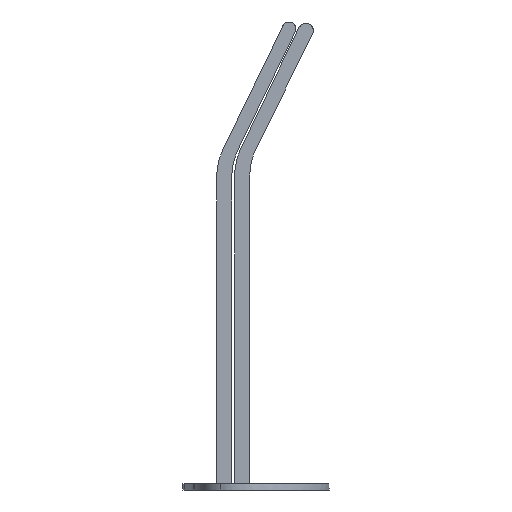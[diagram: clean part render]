
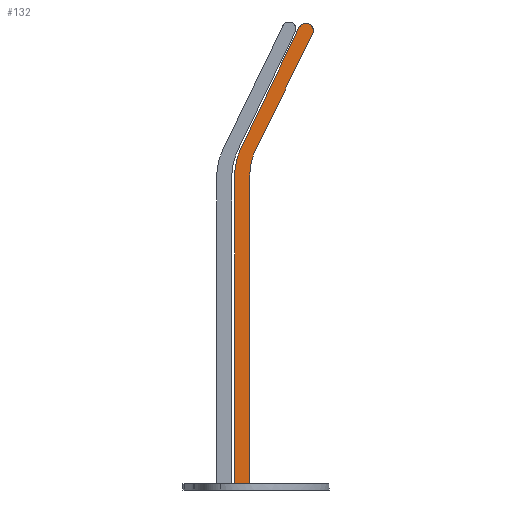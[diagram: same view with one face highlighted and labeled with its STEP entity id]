
A CAD part, left-side view. The second image highlights one B-rep face of the part: STEP entity #132.
In plain terms, the highlighted free-form (B-spline) face has degree [1, 1] with [2, 2] control points.
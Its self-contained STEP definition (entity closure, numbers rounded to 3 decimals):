
#24 = VERTEX_POINT('',#25);
#25 = CARTESIAN_POINT('',(-90.33,27.014,
    137.169));
#39 = VERTEX_POINT('',#40);
#40 = CARTESIAN_POINT('',(-90.33,29.631,
    125.972));
#45 = EDGE_CURVE('',#24,#39,#46,.T.);
#46 = ( BOUNDED_CURVE() B_SPLINE_CURVE(2,(#47,#48,#49),.UNSPECIFIED.,.F.
,.F.) B_SPLINE_CURVE_WITH_KNOTS((3,3),(6.054,6.513),
.PIECEWISE_BEZIER_KNOTS.) CURVE() GEOMETRIC_REPRESENTATION_ITEM() 
RATIONAL_B_SPLINE_CURVE((1.,0.974,1.)) REPRESENTATION_ITEM('') 
  );
#47 = CARTESIAN_POINT('',(-90.33,27.014,
    137.169));
#48 = CARTESIAN_POINT('',(-90.33,29.631,
    131.877));
#49 = CARTESIAN_POINT('',(-90.33,29.631,
    125.972));
#62 = EDGE_CURVE('',#63,#39,#65,.T.);
#63 = VERTEX_POINT('',#64);
#64 = CARTESIAN_POINT('',(-90.33,29.631,2.526
    ));
#65 = B_SPLINE_CURVE_WITH_KNOTS('',1,(#66,#67),.UNSPECIFIED.,.F.,.F.,(2,
    2),(0.,97.727),.PIECEWISE_BEZIER_KNOTS.);
#66 = CARTESIAN_POINT('',(-90.33,29.631,2.526
    ));
#67 = CARTESIAN_POINT('',(-90.33,29.631,
    125.972));
#107 = VERTEX_POINT('',#108);
#108 = CARTESIAN_POINT('',(-90.33,35.694,
    126.113));
#113 = EDGE_CURVE('',#107,#114,#116,.T.);
#114 = VERTEX_POINT('',#115);
#115 = CARTESIAN_POINT('',(-90.33,33.194,
    137.07));
#116 = ( BOUNDED_CURVE() B_SPLINE_CURVE(2,(#117,#118,#119),
.UNSPECIFIED.,.F.,.F.) B_SPLINE_CURVE_WITH_KNOTS((3,3),(6.059,
6.508),.PIECEWISE_BEZIER_KNOTS.) CURVE() 
GEOMETRIC_REPRESENTATION_ITEM() RATIONAL_B_SPLINE_CURVE((1.,
0.975,1.)) REPRESENTATION_ITEM('') );
#117 = CARTESIAN_POINT('',(-90.33,35.694,
    126.113));
#118 = CARTESIAN_POINT('',(-90.33,35.694,
    131.877));
#119 = CARTESIAN_POINT('',(-90.33,33.194,
    137.07));
#132 = ADVANCED_FACE('',(#133),#193,.T.);
#133 = FACE_BOUND('',#134,.T.);
#134 = EDGE_LOOP('',(#135,#136,#143,#150,#157,#162,#163,#164,#171,#178,
    #188));
#135 = ORIENTED_EDGE('',*,*,#113,.F.);
#136 = ORIENTED_EDGE('',*,*,#137,.F.);
#137 = EDGE_CURVE('',#138,#107,#140,.T.);
#138 = VERTEX_POINT('',#139);
#139 = CARTESIAN_POINT('',(-90.33,35.694,
    2.526));
#140 = B_SPLINE_CURVE_WITH_KNOTS('',1,(#141,#142),.UNSPECIFIED.,.F.,.F.,
  (2,2),(0.,97.838),.PIECEWISE_BEZIER_KNOTS.);
#141 = CARTESIAN_POINT('',(-90.33,35.694,
    2.526));
#142 = CARTESIAN_POINT('',(-90.33,35.694,
    126.113));
#143 = ORIENTED_EDGE('',*,*,#144,.F.);
#144 = EDGE_CURVE('',#145,#138,#147,.T.);
#145 = VERTEX_POINT('',#146);
#146 = CARTESIAN_POINT('',(-90.33,35.371,
    2.526));
#147 = B_SPLINE_CURVE_WITH_KNOTS('',1,(#148,#149),.UNSPECIFIED.,.F.,.F.,
  (2,2),(24.744,25.),.PIECEWISE_BEZIER_KNOTS.);
#148 = CARTESIAN_POINT('',(-90.33,35.371,
    2.526));
#149 = CARTESIAN_POINT('',(-90.33,35.694,
    2.526));
#150 = ORIENTED_EDGE('',*,*,#151,.F.);
#151 = EDGE_CURVE('',#152,#145,#154,.T.);
#152 = VERTEX_POINT('',#153);
#153 = CARTESIAN_POINT('',(-90.33,30.285,
    2.526));
#154 = B_SPLINE_CURVE_WITH_KNOTS('',1,(#155,#156),.UNSPECIFIED.,.F.,.F.,
  (2,2),(-0.172,3.854),.PIECEWISE_BEZIER_KNOTS.);
#155 = CARTESIAN_POINT('',(-90.33,30.285,
    2.526));
#156 = CARTESIAN_POINT('',(-90.33,35.371,
    2.526));
#157 = ORIENTED_EDGE('',*,*,#158,.F.);
#158 = EDGE_CURVE('',#63,#152,#159,.T.);
#159 = B_SPLINE_CURVE_WITH_KNOTS('',1,(#160,#161),.UNSPECIFIED.,.F.,.F.,
  (2,2),(20.2,20.717),.PIECEWISE_BEZIER_KNOTS.);
#160 = CARTESIAN_POINT('',(-90.33,29.631,
    2.526));
#161 = CARTESIAN_POINT('',(-90.33,30.285,
    2.526));
#162 = ORIENTED_EDGE('',*,*,#62,.T.);
#163 = ORIENTED_EDGE('',*,*,#45,.F.);
#164 = ORIENTED_EDGE('',*,*,#165,.T.);
#165 = EDGE_CURVE('',#24,#166,#168,.T.);
#166 = VERTEX_POINT('',#167);
#167 = CARTESIAN_POINT('',(-90.33,4.115,
    183.483));
#168 = B_SPLINE_CURVE_WITH_KNOTS('',1,(#169,#170),.UNSPECIFIED.,.F.,.F.,
  (2,2),(51.635,92.537),.PIECEWISE_BEZIER_KNOTS.);
#169 = CARTESIAN_POINT('',(-90.33,27.014,
    137.169));
#170 = CARTESIAN_POINT('',(-90.33,4.115,
    183.483));
#171 = ORIENTED_EDGE('',*,*,#172,.T.);
#172 = EDGE_CURVE('',#166,#173,#175,.T.);
#173 = VERTEX_POINT('',#174);
#174 = CARTESIAN_POINT('',(-90.33,4.115,
    184.192));
#175 = B_SPLINE_CURVE_WITH_KNOTS('',1,(#176,#177),.UNSPECIFIED.,.F.,.F.,
  (2,2),(143.257,143.818),.PIECEWISE_BEZIER_KNOTS.);
#176 = CARTESIAN_POINT('',(-90.33,4.115,
    183.483));
#177 = CARTESIAN_POINT('',(-90.33,4.115,
    184.192));
#178 = ORIENTED_EDGE('',*,*,#179,.T.);
#179 = EDGE_CURVE('',#173,#180,#182,.T.);
#180 = VERTEX_POINT('',#181);
#181 = CARTESIAN_POINT('',(-90.33,9.878,
    185.507));
#182 = ( BOUNDED_CURVE() B_SPLINE_CURVE(2,(#183,#184,#185,#186,#187),
.UNSPECIFIED.,.F.,.F.) B_SPLINE_CURVE_WITH_KNOTS((3,2,3),(0.459
,1.806,3.152),.PIECEWISE_BEZIER_KNOTS.) CURVE() 
GEOMETRIC_REPRESENTATION_ITEM() RATIONAL_B_SPLINE_CURVE((1.,
0.782,1.,0.782,1.)) REPRESENTATION_ITEM('') );
#183 = CARTESIAN_POINT('',(-90.33,4.115,
    184.192));
#184 = CARTESIAN_POINT('',(-90.33,4.115,
    186.61));
#185 = CARTESIAN_POINT('',(-90.33,6.472,
    187.148));
#186 = CARTESIAN_POINT('',(-90.33,8.83,
    187.685));
#187 = CARTESIAN_POINT('',(-90.33,9.878,
    185.507));
#188 = ORIENTED_EDGE('',*,*,#189,.T.);
#189 = EDGE_CURVE('',#180,#114,#190,.T.);
#190 = B_SPLINE_CURVE_WITH_KNOTS('',1,(#191,#192),.UNSPECIFIED.,.F.,.F.,
  (2,2),(-69.694,-27.137),.PIECEWISE_BEZIER_KNOTS.);
#191 = CARTESIAN_POINT('',(-90.33,9.878,
    185.507));
#192 = CARTESIAN_POINT('',(-90.33,33.194,
    137.07));
#193 = B_SPLINE_SURFACE_WITH_KNOTS('',1,1,(
    (#194,#195)
    ,(#196,#197
    )),.UNSPECIFIED.,.F.,.F.,.F.,(2,2),(2,2),(0.,25.),(
    0.,146.218),.PIECEWISE_BEZIER_KNOTS.);
#194 = CARTESIAN_POINT('',(-90.33,35.694,
    2.526));
#195 = CARTESIAN_POINT('',(-90.33,35.694,
    187.224));
#196 = CARTESIAN_POINT('',(-90.33,4.115,2.526
    ));
#197 = CARTESIAN_POINT('',(-90.33,4.115,
    187.224));
